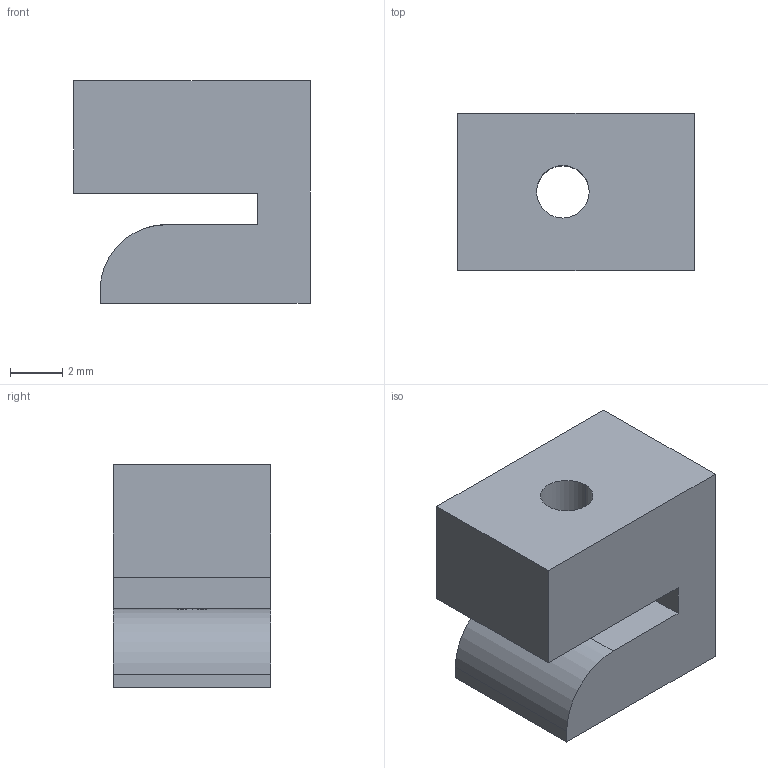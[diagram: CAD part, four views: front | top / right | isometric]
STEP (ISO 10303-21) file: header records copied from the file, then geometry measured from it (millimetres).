
FILE_DESCRIPTION (( 'STEP AP203' ), '1' );
FILE_NAME ('aide_percage_bague.STEP', '2025-08-04T12:41:04', ( '' ), ( '' ), 'SwSTEP 2.0', 'SolidWorks 2023', '' );
FILE_SCHEMA (( 'CONFIG_CONTROL_DESIGN' ));
Length unit declared in the file: millimetre
Products named in the file (1): aide_percage_bague
Bounding box: 9 x 6 x 8.5 mm (x, y, z)
Volume: 359.6 mm3; surface area: 436.3 mm2
Topology: 1 solids, 1 shells, 15 faces, 42 edges, 28 vertices
Faces by surface type: plane 10, cylinder 5
Entity records: 579 total; most frequent: CARTESIAN_POINT 98, ORIENTED_EDGE 84, DIRECTION 82, EDGE_CURVE 42, LINE 30, VECTOR 30, VERTEX_POINT 28, AXIS2_PLACEMENT_3D 26
